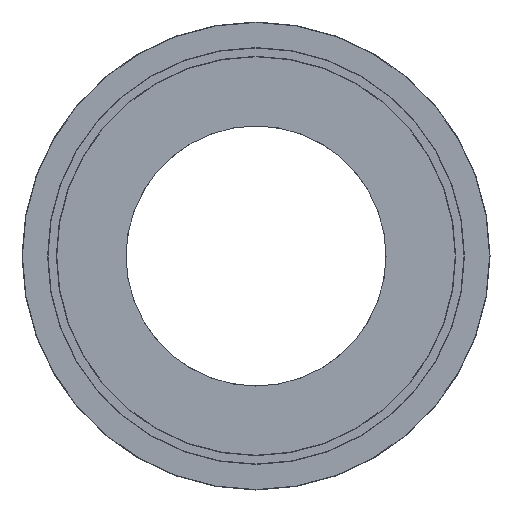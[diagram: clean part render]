
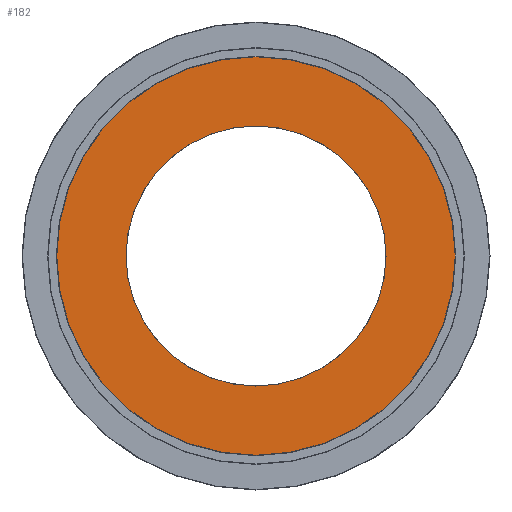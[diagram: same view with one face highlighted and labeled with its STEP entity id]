
A CAD part, left-side view. The second image highlights one B-rep face of the part: STEP entity #182.
In plain terms, the highlighted face is planar.
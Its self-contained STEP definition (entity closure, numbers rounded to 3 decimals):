
#57 = ORIENTED_EDGE ( 'NONE', *, *, #1323, .F. ) ;
#61 = DIRECTION ( 'NONE',  ( 0., 0., -1. ) ) ;
#74 = AXIS2_PLACEMENT_3D ( 'NONE', #1696, #2163, #1114 ) ;
#120 = FACE_OUTER_BOUND ( 'NONE', #825, .T. ) ;
#182 = ADVANCED_FACE ( 'NONE', ( #1454, #120 ), #989, .T. ) ;
#186 = VERTEX_POINT ( 'NONE', #1874 ) ;
#263 = VERTEX_POINT ( 'NONE', #1567 ) ;
#352 = AXIS2_PLACEMENT_3D ( 'NONE', #2150, #1102, #61 ) ;
#537 = ORIENTED_EDGE ( 'NONE', *, *, #668, .F. ) ;
#626 = CIRCLE ( 'NONE', #670, 191.6 ) ;
#668 = EDGE_CURVE ( 'NONE', #2043, #1286, #1084, .T. ) ;
#670 = AXIS2_PLACEMENT_3D ( 'NONE', #2024, #965, #2196 ) ;
#710 = DIRECTION ( 'NONE',  ( 0., 0., -1. ) ) ;
#785 = EDGE_CURVE ( 'NONE', #263, #186, #1805, .T. ) ;
#825 = EDGE_LOOP ( 'NONE', ( #1395, #1070 ) ) ;
#880 = CARTESIAN_POINT ( 'NONE',  ( 0., 0., 0. ) ) ;
#913 = CARTESIAN_POINT ( 'NONE',  ( 0., 0., 0. ) ) ;
#965 = DIRECTION ( 'NONE',  ( 0., -1., 0. ) ) ;
#989 = PLANE ( 'NONE',  #74 ) ;
#1070 = ORIENTED_EDGE ( 'NONE', *, *, #785, .T. ) ;
#1084 = CIRCLE ( 'NONE', #1212, 125. ) ;
#1100 = DIRECTION ( 'NONE',  ( 0., 0., -1. ) ) ;
#1102 = DIRECTION ( 'NONE',  ( 0., -1., 0. ) ) ;
#1114 = DIRECTION ( 'NONE',  ( 0., 0., -1. ) ) ;
#1212 = AXIS2_PLACEMENT_3D ( 'NONE', #880, #1764, #710 ) ;
#1286 = VERTEX_POINT ( 'NONE', #1510 ) ;
#1323 = EDGE_CURVE ( 'NONE', #1286, #2043, #1418, .T. ) ;
#1395 = ORIENTED_EDGE ( 'NONE', *, *, #1446, .T. ) ;
#1418 = CIRCLE ( 'NONE', #1769, 125. ) ;
#1446 = EDGE_CURVE ( 'NONE', #186, #263, #626, .T. ) ;
#1454 = FACE_BOUND ( 'NONE', #1940, .T. ) ;
#1510 = CARTESIAN_POINT ( 'NONE',  ( 0., 0., -125. ) ) ;
#1567 = CARTESIAN_POINT ( 'NONE',  ( 0., 0., -191.6 ) ) ;
#1696 = CARTESIAN_POINT ( 'NONE',  ( 0., 0., 0. ) ) ;
#1764 = DIRECTION ( 'NONE',  ( 0., -1., 0. ) ) ;
#1769 = AXIS2_PLACEMENT_3D ( 'NONE', #913, #2149, #1100 ) ;
#1805 = CIRCLE ( 'NONE', #352, 191.6 ) ;
#1870 = CARTESIAN_POINT ( 'NONE',  ( 0., 0., 125. ) ) ;
#1874 = CARTESIAN_POINT ( 'NONE',  ( 0., 0., 191.6 ) ) ;
#1940 = EDGE_LOOP ( 'NONE', ( #57, #537 ) ) ;
#2024 = CARTESIAN_POINT ( 'NONE',  ( 0., 0., 0. ) ) ;
#2043 = VERTEX_POINT ( 'NONE', #1870 ) ;
#2149 = DIRECTION ( 'NONE',  ( 0., -1., 0. ) ) ;
#2150 = CARTESIAN_POINT ( 'NONE',  ( 0., 0., 0. ) ) ;
#2163 = DIRECTION ( 'NONE',  ( 0., -1., 0. ) ) ;
#2196 = DIRECTION ( 'NONE',  ( 0., 0., -1. ) ) ;
